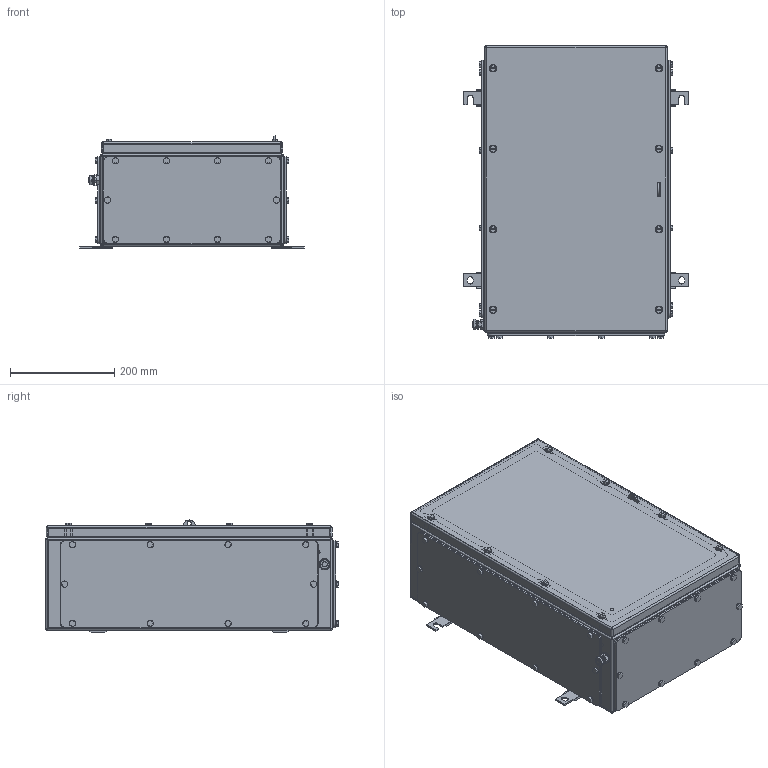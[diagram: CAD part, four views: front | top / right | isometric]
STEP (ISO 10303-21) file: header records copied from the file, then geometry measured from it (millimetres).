
FILE_DESCRIPTION(('CATIA V5 STEP Exchange','CAx-IF Rec.Pracs.--- Model Styling and Organization---1.5--- 2016-08-15','CAx-IF Rec.Pracs.---Supplemental Geometry---1.0---2011-11-01','CAx-IF Rec.Pracs.--- Composite Materials ---1.1---2010-07-15'),'2;1');
FILE_NAME ('008567-8_3', '2025-06-02T10:54:35+00:00', ('none'), ('Weidmueller'), 'CATIA Version 5-6 Release 2022 SP4 HF5', 'CATIA V5 STEP AP214 v3', 'none');
FILE_SCHEMA(('AUTOMOTIVE_DESIGN { 1 0 10303 214 1 1 1 1 }'));
Products named in the file (1): 1195280000
Bounding box: 431 x 561 x 215 mm (x, y, z)
Volume: 2028377.8 mm3; surface area: 2066527.2 mm2
Topology: 114 solids, 114 shells, 3125 faces, 7316 edges, 4438 vertices
Faces by surface type: cylinder 1385, plane 1216, cone 224, torus 148, sphere 112, bspline 40
Entity records: 87412 total; most frequent: CARTESIAN_POINT 20753, ORIENTED_EDGE 14248, DIRECTION 11483, EDGE_CURVE 7124, AXIS2_PLACEMENT_3D 5150, VERTEX_POINT 4438, VECTOR 3932, LINE 3932
